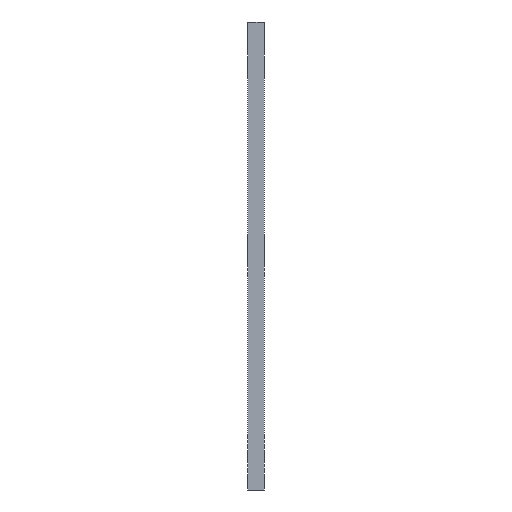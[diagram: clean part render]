
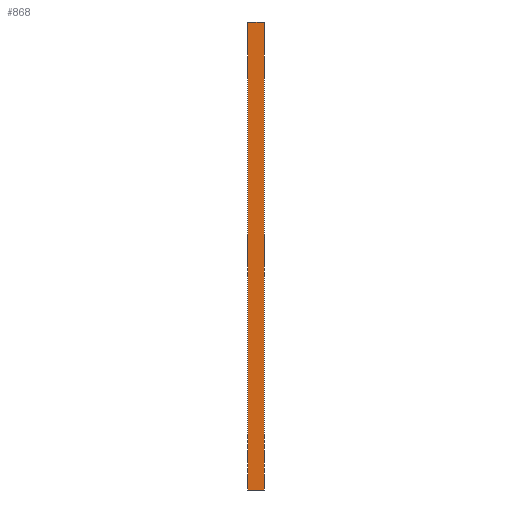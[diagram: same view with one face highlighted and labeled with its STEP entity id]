
A CAD part, left-side view. The second image highlights one B-rep face of the part: STEP entity #868.
In plain terms, the highlighted planar face has unit normal (-1, 0, 0).
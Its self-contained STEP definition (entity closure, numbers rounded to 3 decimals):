
#96 = VECTOR ( 'NONE', #1022, 1000. ) ;
#99 = ORIENTED_EDGE ( 'NONE', *, *, #712, .T. ) ;
#100 = EDGE_CURVE ( 'NONE', #794, #785, #804, .T. ) ;
#123 = DIRECTION ( 'NONE',  ( 0., 0., 1. ) ) ;
#202 = AXIS2_PLACEMENT_3D ( 'NONE', #400, #1043, #796 ) ;
#226 = CARTESIAN_POINT ( 'NONE',  ( -72.5, 0., -28.25 ) ) ;
#312 = CARTESIAN_POINT ( 'NONE',  ( -72.5, 0., 28.25 ) ) ;
#320 = VECTOR ( 'NONE', #735, 1000. ) ;
#358 = EDGE_LOOP ( 'NONE', ( #99, #1087, #659, #556 ) ) ;
#400 = CARTESIAN_POINT ( 'NONE',  ( -72.5, 2., 28.25 ) ) ;
#419 = CARTESIAN_POINT ( 'NONE',  ( -72.5, 2., -28.25 ) ) ;
#438 = LINE ( 'NONE', #692, #858 ) ;
#479 = CARTESIAN_POINT ( 'NONE',  ( -72.5, 2., 28.25 ) ) ;
#491 = VERTEX_POINT ( 'NONE', #419 ) ;
#556 = ORIENTED_EDGE ( 'NONE', *, *, #1052, .T. ) ;
#563 = DIRECTION ( 'NONE',  ( 0., 0., 1. ) ) ;
#585 = VECTOR ( 'NONE', #563, 1000. ) ;
#659 = ORIENTED_EDGE ( 'NONE', *, *, #857, .F. ) ;
#692 = CARTESIAN_POINT ( 'NONE',  ( -72.5, 0., 28.25 ) ) ;
#712 = EDGE_CURVE ( 'NONE', #843, #785, #438, .T. ) ;
#730 = CARTESIAN_POINT ( 'NONE',  ( -72.5, 2., 28.25 ) ) ;
#735 = DIRECTION ( 'NONE',  ( 0., -1., 0. ) ) ;
#781 = CARTESIAN_POINT ( 'NONE',  ( -72.5, 2., 28.25 ) ) ;
#785 = VERTEX_POINT ( 'NONE', #312 ) ;
#794 = VERTEX_POINT ( 'NONE', #781 ) ;
#796 = DIRECTION ( 'NONE',  ( 0., 0., -1. ) ) ;
#804 = LINE ( 'NONE', #730, #320 ) ;
#829 = FACE_OUTER_BOUND ( 'NONE', #358, .T. ) ;
#843 = VERTEX_POINT ( 'NONE', #226 ) ;
#855 = LINE ( 'NONE', #922, #96 ) ;
#857 = EDGE_CURVE ( 'NONE', #491, #794, #1011, .T. ) ;
#858 = VECTOR ( 'NONE', #123, 1000. ) ;
#868 = ADVANCED_FACE ( 'NONE', ( #829 ), #1050, .F. ) ;
#922 = CARTESIAN_POINT ( 'NONE',  ( -72.5, 2., -28.25 ) ) ;
#1011 = LINE ( 'NONE', #479, #585 ) ;
#1022 = DIRECTION ( 'NONE',  ( 0., -1., 0. ) ) ;
#1043 = DIRECTION ( 'NONE',  ( 1., 0., 0. ) ) ;
#1050 = PLANE ( 'NONE',  #202 ) ;
#1052 = EDGE_CURVE ( 'NONE', #491, #843, #855, .T. ) ;
#1087 = ORIENTED_EDGE ( 'NONE', *, *, #100, .F. ) ;
